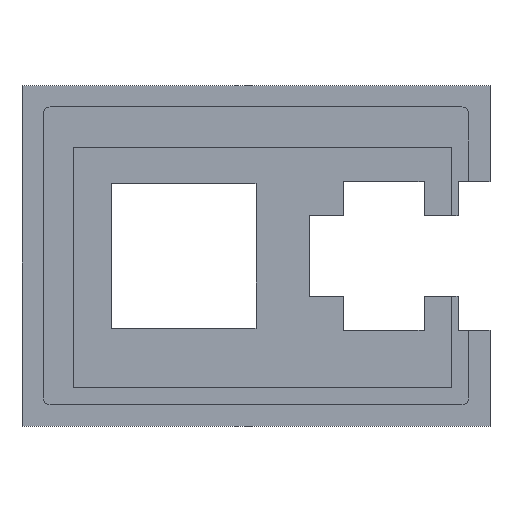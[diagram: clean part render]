
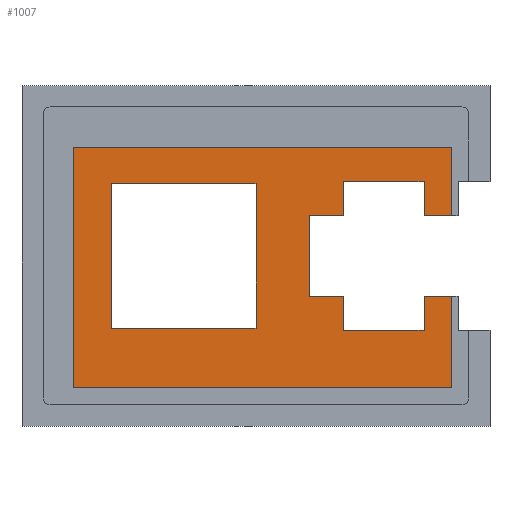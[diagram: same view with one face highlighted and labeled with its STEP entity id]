
A CAD part, top view. The second image highlights one B-rep face of the part: STEP entity #1007.
In plain terms, the highlighted planar face has unit normal (0, 0, 1).
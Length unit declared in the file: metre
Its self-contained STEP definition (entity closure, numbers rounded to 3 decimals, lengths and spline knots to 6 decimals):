
#60=ORIENTED_EDGE('',*,*,#344,.F.);
#61=ORIENTED_EDGE('',*,*,#345,.T.);
#62=ORIENTED_EDGE('',*,*,#346,.T.);
#63=ORIENTED_EDGE('',*,*,#347,.T.);
#64=ORIENTED_EDGE('',*,*,#348,.F.);
#65=ORIENTED_EDGE('',*,*,#349,.T.);
#66=ORIENTED_EDGE('',*,*,#350,.T.);
#67=ORIENTED_EDGE('',*,*,#351,.F.);
#68=ORIENTED_EDGE('',*,*,#352,.T.);
#69=ORIENTED_EDGE('',*,*,#353,.F.);
#70=ORIENTED_EDGE('',*,*,#354,.F.);
#71=ORIENTED_EDGE('',*,*,#355,.T.);
#72=ORIENTED_EDGE('',*,*,#356,.F.);
#73=ORIENTED_EDGE('',*,*,#357,.F.);
#74=ORIENTED_EDGE('',*,*,#358,.T.);
#75=ORIENTED_EDGE('',*,*,#359,.T.);
#76=ORIENTED_EDGE('',*,*,#360,.F.);
#77=ORIENTED_EDGE('',*,*,#361,.T.);
#78=ORIENTED_EDGE('',*,*,#362,.T.);
#79=ORIENTED_EDGE('',*,*,#363,.F.);
#344=EDGE_CURVE('',#486,#487,#586,.T.);
#345=EDGE_CURVE('',#486,#488,#587,.T.);
#346=EDGE_CURVE('',#488,#489,#588,.T.);
#347=EDGE_CURVE('',#489,#490,#589,.T.);
#348=EDGE_CURVE('',#491,#490,#590,.T.);
#349=EDGE_CURVE('',#491,#492,#591,.T.);
#350=EDGE_CURVE('',#492,#493,#592,.T.);
#351=EDGE_CURVE('',#494,#493,#593,.T.);
#352=EDGE_CURVE('',#494,#495,#594,.T.);
#353=EDGE_CURVE('',#496,#495,#595,.T.);
#354=EDGE_CURVE('',#497,#496,#596,.T.);
#355=EDGE_CURVE('',#497,#498,#597,.T.);
#356=EDGE_CURVE('',#499,#498,#598,.T.);
#357=EDGE_CURVE('',#500,#499,#599,.T.);
#358=EDGE_CURVE('',#500,#501,#600,.T.);
#359=EDGE_CURVE('',#501,#487,#601,.T.);
#360=EDGE_CURVE('',#502,#503,#602,.T.);
#361=EDGE_CURVE('',#502,#504,#603,.T.);
#362=EDGE_CURVE('',#504,#505,#604,.T.);
#363=EDGE_CURVE('',#503,#505,#605,.T.);
#486=VERTEX_POINT('',#1447);
#487=VERTEX_POINT('',#1448);
#488=VERTEX_POINT('',#1450);
#489=VERTEX_POINT('',#1452);
#490=VERTEX_POINT('',#1454);
#491=VERTEX_POINT('',#1456);
#492=VERTEX_POINT('',#1458);
#493=VERTEX_POINT('',#1460);
#494=VERTEX_POINT('',#1462);
#495=VERTEX_POINT('',#1464);
#496=VERTEX_POINT('',#1466);
#497=VERTEX_POINT('',#1468);
#498=VERTEX_POINT('',#1470);
#499=VERTEX_POINT('',#1472);
#500=VERTEX_POINT('',#1474);
#501=VERTEX_POINT('',#1476);
#502=VERTEX_POINT('',#1479);
#503=VERTEX_POINT('',#1480);
#504=VERTEX_POINT('',#1482);
#505=VERTEX_POINT('',#1484);
#586=LINE('',#1446,#704);
#587=LINE('',#1449,#705);
#588=LINE('',#1451,#706);
#589=LINE('',#1453,#707);
#590=LINE('',#1455,#708);
#591=LINE('',#1457,#709);
#592=LINE('',#1459,#710);
#593=LINE('',#1461,#711);
#594=LINE('',#1463,#712);
#595=LINE('',#1465,#713);
#596=LINE('',#1467,#714);
#597=LINE('',#1469,#715);
#598=LINE('',#1471,#716);
#599=LINE('',#1473,#717);
#600=LINE('',#1475,#718);
#601=LINE('',#1477,#719);
#602=LINE('',#1478,#720);
#603=LINE('',#1481,#721);
#604=LINE('',#1483,#722);
#605=LINE('',#1485,#723);
#704=VECTOR('',#1165,1.);
#705=VECTOR('',#1166,1.);
#706=VECTOR('',#1167,1.);
#707=VECTOR('',#1168,1.);
#708=VECTOR('',#1169,1.);
#709=VECTOR('',#1170,1.);
#710=VECTOR('',#1171,1.);
#711=VECTOR('',#1172,1.);
#712=VECTOR('',#1173,1.);
#713=VECTOR('',#1174,1.);
#714=VECTOR('',#1175,1.);
#715=VECTOR('',#1176,1.);
#716=VECTOR('',#1177,1.);
#717=VECTOR('',#1178,1.);
#718=VECTOR('',#1179,1.);
#719=VECTOR('',#1180,1.);
#720=VECTOR('',#1181,1.);
#721=VECTOR('',#1182,1.);
#722=VECTOR('',#1183,1.);
#723=VECTOR('',#1184,1.);
#812=EDGE_LOOP('',(#60,#61,#62,#63,#64,#65,#66,#67,#68,#69,#70,#71,#72,
#73,#74,#75));
#813=EDGE_LOOP('',(#76,#77,#78,#79));
#890=FACE_BOUND('',#812,.T.);
#891=FACE_BOUND('',#813,.T.);
#967=PLANE('',#1072);
#1007=ADVANCED_FACE('',(#890,#891),#967,.T.);
#1072=AXIS2_PLACEMENT_3D('',#1445,#1163,#1164);
#1163=DIRECTION('',(0.,0.,1.));
#1164=DIRECTION('',(1.,0.,0.));
#1165=DIRECTION('',(0.,1.,0.));
#1166=DIRECTION('',(1.,0.,0.));
#1167=DIRECTION('',(0.,1.,0.));
#1168=DIRECTION('',(-1.,0.,0.));
#1169=DIRECTION('',(0.,1.,0.));
#1170=DIRECTION('',(1.,0.,0.));
#1171=DIRECTION('',(0.,1.,0.));
#1172=DIRECTION('',(1.,0.,0.));
#1173=DIRECTION('',(0.,-1.,0.));
#1174=DIRECTION('',(1.,0.,0.));
#1175=DIRECTION('',(0.,-1.,0.));
#1176=DIRECTION('',(-1.,0.,0.));
#1177=DIRECTION('',(0.,-1.,0.));
#1178=DIRECTION('',(-1.,0.,0.));
#1179=DIRECTION('',(0.,1.,0.));
#1180=DIRECTION('',(1.,0.,0.));
#1181=DIRECTION('',(-1.,0.,0.));
#1182=DIRECTION('',(0.,-1.,0.));
#1183=DIRECTION('',(-1.,0.,0.));
#1184=DIRECTION('',(0.,-1.,0.));
#1445=CARTESIAN_POINT('',(0.,0.,0.));
#1446=CARTESIAN_POINT('',(0.0395,0.,0.));
#1447=CARTESIAN_POINT('',(0.0395,0.0095,0.));
#1448=CARTESIAN_POINT('',(0.0395,0.0175,0.));
#1449=CARTESIAN_POINT('',(0.,0.0095,0.));
#1450=CARTESIAN_POINT('',(0.046,0.0095,0.));
#1451=CARTESIAN_POINT('',(0.046,-0.00275,0.));
#1452=CARTESIAN_POINT('',(0.046,0.0255,0.));
#1453=CARTESIAN_POINT('',(0.0015,0.0255,0.));
#1454=CARTESIAN_POINT('',(-0.043,0.0255,0.));
#1455=CARTESIAN_POINT('',(-0.043,-0.00275,0.));
#1456=CARTESIAN_POINT('',(-0.043,-0.031,0.));
#1457=CARTESIAN_POINT('',(0.0015,-0.031,0.));
#1458=CARTESIAN_POINT('',(0.046,-0.031,0.));
#1459=CARTESIAN_POINT('',(0.046,-0.00275,0.));
#1460=CARTESIAN_POINT('',(0.046,-0.0095,0.));
#1461=CARTESIAN_POINT('',(0.,-0.0095,0.));
#1462=CARTESIAN_POINT('',(0.0395,-0.0095,0.));
#1463=CARTESIAN_POINT('',(0.0395,0.,0.));
#1464=CARTESIAN_POINT('',(0.0395,-0.0175,0.));
#1465=CARTESIAN_POINT('',(0.,-0.0175,0.));
#1466=CARTESIAN_POINT('',(0.0205,-0.0175,0.));
#1467=CARTESIAN_POINT('',(0.0205,0.,0.));
#1468=CARTESIAN_POINT('',(0.0205,-0.0095,0.));
#1469=CARTESIAN_POINT('',(0.,-0.0095,0.));
#1470=CARTESIAN_POINT('',(0.0125,-0.0095,0.));
#1471=CARTESIAN_POINT('',(0.0125,0.,0.));
#1472=CARTESIAN_POINT('',(0.0125,0.0095,0.));
#1473=CARTESIAN_POINT('',(0.,0.0095,0.));
#1474=CARTESIAN_POINT('',(0.0205,0.0095,0.));
#1475=CARTESIAN_POINT('',(0.0205,0.,0.));
#1476=CARTESIAN_POINT('',(0.0205,0.0175,0.));
#1477=CARTESIAN_POINT('',(0.,0.0175,0.));
#1478=CARTESIAN_POINT('',(-0.017,0.017,0.));
#1479=CARTESIAN_POINT('',(0.,0.017,0.));
#1480=CARTESIAN_POINT('',(-0.034,0.017,0.));
#1481=CARTESIAN_POINT('',(0.,0.,0.));
#1482=CARTESIAN_POINT('',(0.,-0.017,0.));
#1483=CARTESIAN_POINT('',(-0.017,-0.017,0.));
#1484=CARTESIAN_POINT('',(-0.034,-0.017,0.));
#1485=CARTESIAN_POINT('',(-0.034,0.,0.));
